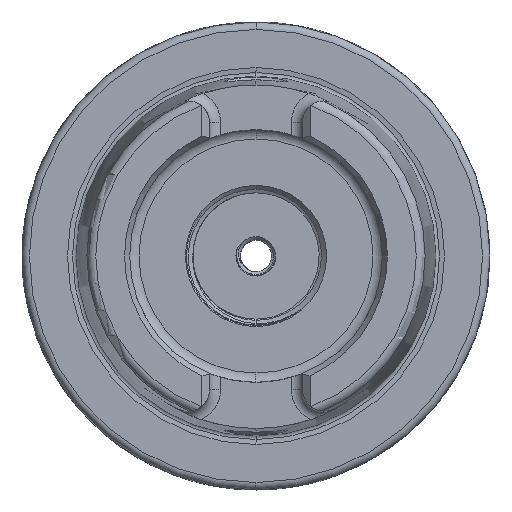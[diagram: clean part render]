
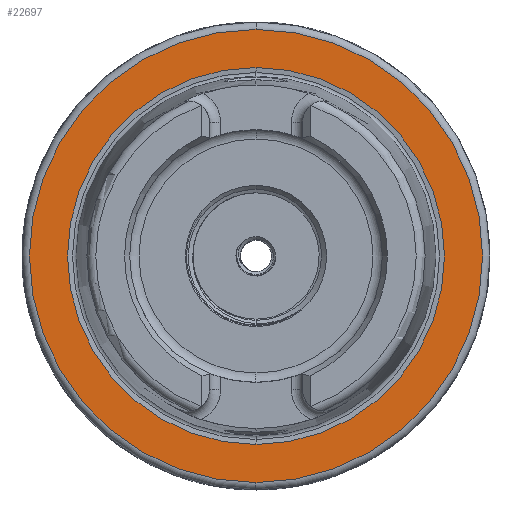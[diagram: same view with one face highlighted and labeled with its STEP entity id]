
A CAD part, left-side view. The second image highlights one B-rep face of the part: STEP entity #22697.
In plain terms, the highlighted planar face has unit normal (-1, 0, 0).
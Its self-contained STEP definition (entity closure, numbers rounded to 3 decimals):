
#161 = EDGE_CURVE ( 'NONE', #645, #1129, #1274, .T. ) ;
#168 = EDGE_CURVE ( 'NONE', #642, #1189, #1268, .T. ) ;
#441 = AXIS2_PLACEMENT_3D ( 'NONE', #516, #495, #517 ) ;
#443 = AXIS2_PLACEMENT_3D ( 'NONE', #574, #591, #552 ) ;
#495 = DIRECTION ( 'NONE',  ( 1., 0., 0. ) ) ;
#516 = CARTESIAN_POINT ( 'NONE',  ( 0., 0., 0. ) ) ;
#517 = DIRECTION ( 'NONE',  ( 0., 0., -1. ) ) ;
#552 = DIRECTION ( 'NONE',  ( 0., 0., 1. ) ) ;
#574 = CARTESIAN_POINT ( 'NONE',  ( 0., 0., 0. ) ) ;
#591 = DIRECTION ( 'NONE',  ( -1., 0., 0. ) ) ;
#642 = VERTEX_POINT ( 'NONE', #5255 ) ;
#645 = VERTEX_POINT ( 'NONE', #5257 ) ;
#747 = EDGE_LOOP ( 'NONE', ( #21971, #21668 ) ) ;
#750 = EDGE_LOOP ( 'NONE', ( #21967, #21986 ) ) ;
#1129 = VERTEX_POINT ( 'NONE', #4882 ) ;
#1189 = VERTEX_POINT ( 'NONE', #4948 ) ;
#1268 = CIRCLE ( 'NONE', #443, 30.5 ) ;
#1274 = CIRCLE ( 'NONE', #441, 25.369 ) ;
#2118 = CIRCLE ( 'NONE', #7434, 25.369 ) ;
#2123 = CIRCLE ( 'NONE', #7474, 30.5 ) ;
#3247 = EDGE_CURVE ( 'NONE', #1129, #645, #2118, .T. ) ;
#3255 = EDGE_CURVE ( 'NONE', #1189, #642, #2123, .T. ) ;
#4882 = CARTESIAN_POINT ( 'NONE',  ( 0., 0., 25.369 ) ) ;
#4948 = CARTESIAN_POINT ( 'NONE',  ( 0., 0., 30.5 ) ) ;
#5255 = CARTESIAN_POINT ( 'NONE',  ( 0., 0., -30.5 ) ) ;
#5257 = CARTESIAN_POINT ( 'NONE',  ( 0., 0., -25.369 ) ) ;
#7434 = AXIS2_PLACEMENT_3D ( 'NONE', #10366, #10393, #10401 ) ;
#7474 = AXIS2_PLACEMENT_3D ( 'NONE', #10451, #10444, #10452 ) ;
#7498 = AXIS2_PLACEMENT_3D ( 'NONE', #14309, #14312, #14333 ) ;
#10366 = CARTESIAN_POINT ( 'NONE',  ( 0., 0., 0. ) ) ;
#10393 = DIRECTION ( 'NONE',  ( 1., 0., 0. ) ) ;
#10401 = DIRECTION ( 'NONE',  ( 0., 0., -1. ) ) ;
#10444 = DIRECTION ( 'NONE',  ( -1., 0., 0. ) ) ;
#10451 = CARTESIAN_POINT ( 'NONE',  ( 0., 0., 0. ) ) ;
#10452 = DIRECTION ( 'NONE',  ( 0., 0., 1. ) ) ;
#14309 = CARTESIAN_POINT ( 'NONE',  ( 0., 25.369, 0. ) ) ;
#14312 = DIRECTION ( 'NONE',  ( -1., 0., 0. ) ) ;
#14315 = PLANE ( 'NONE',  #7498 ) ;
#14333 = DIRECTION ( 'NONE',  ( 0., 0., 1. ) ) ;
#15136 = FACE_OUTER_BOUND ( 'NONE', #747, .T. ) ;
#15168 = FACE_BOUND ( 'NONE', #750, .T. ) ;
#21668 = ORIENTED_EDGE ( 'NONE', *, *, #168, .T. ) ;
#21967 = ORIENTED_EDGE ( 'NONE', *, *, #3247, .T. ) ;
#21971 = ORIENTED_EDGE ( 'NONE', *, *, #3255, .T. ) ;
#21986 = ORIENTED_EDGE ( 'NONE', *, *, #161, .T. ) ;
#22697 = ADVANCED_FACE ( 'NONE', ( #15136, #15168 ), #14315, .T. ) ;
